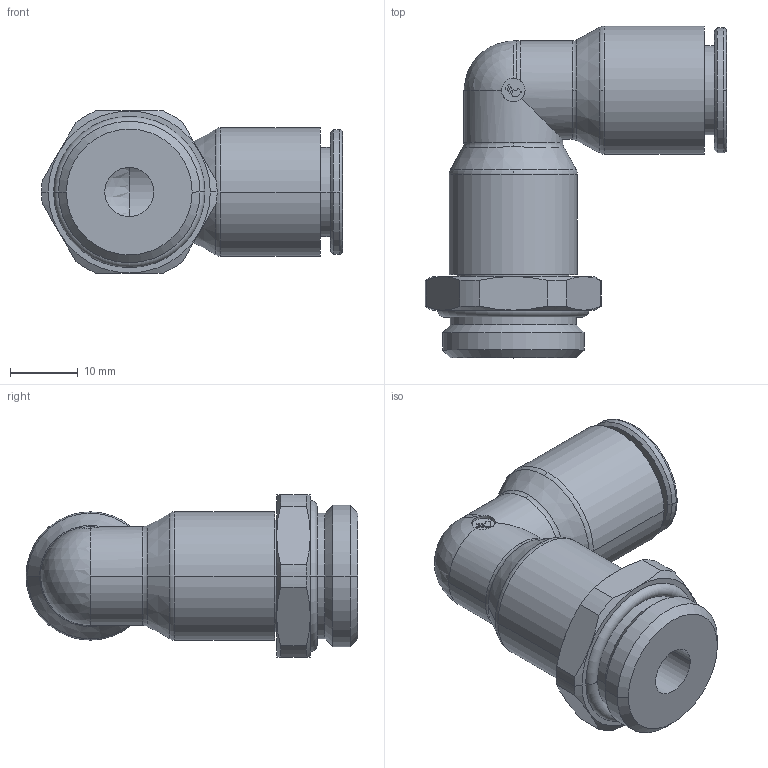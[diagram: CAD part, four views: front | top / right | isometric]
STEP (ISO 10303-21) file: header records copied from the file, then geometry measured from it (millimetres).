
FILE_DESCRIPTION(('STEP AP214'),'1');
FILE_NAME('3169_12_21.stp','2016-07-07T14:53:06',('TraceParts'),('TraceParts S.A.'),'Spatial InterOp 3D',' ',' ');
FILE_SCHEMA(('automotive_design'));
Length unit declared in the file: millimetre
Products named in the file (1): 1
Bounding box: 44.58 x 49.15 x 24 mm (x, y, z)
Volume: 11148.5 mm3; surface area: 7935.2 mm2
Topology: 1 solids, 1 shells, 114 faces, 287 edges, 178 vertices
Faces by surface type: cylinder 40, plane 31, cone 26, torus 12, sphere 5
Entity records: 3626 total; most frequent: CARTESIAN_POINT 852, DIRECTION 633, ORIENTED_EDGE 562, EDGE_CURVE 281, AXIS2_PLACEMENT_3D 267, VERTEX_POINT 178, CIRCLE 148, EDGE_LOOP 125
